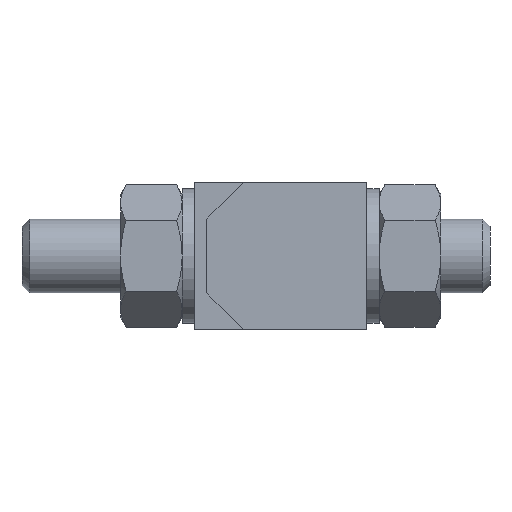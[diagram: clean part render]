
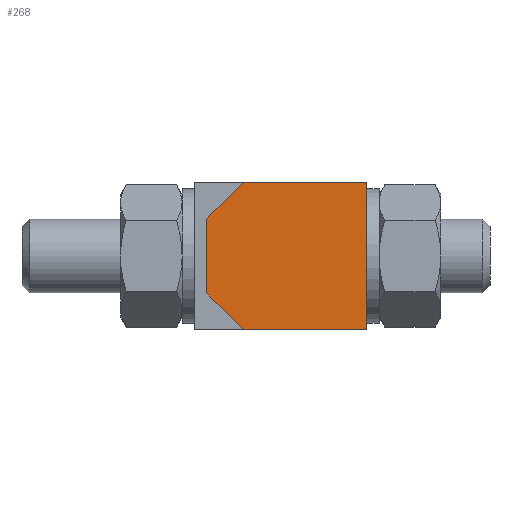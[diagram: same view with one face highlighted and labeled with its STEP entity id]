
A CAD part, front view. The second image highlights one B-rep face of the part: STEP entity #268.
In plain terms, the highlighted planar face has unit normal (0, -1, 0).
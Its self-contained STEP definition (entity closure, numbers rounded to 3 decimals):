
#268 = ADVANCED_FACE( '', ( #571 ), #572, .F. );
#571 = FACE_OUTER_BOUND( '', #896, .T. );
#572 = PLANE( '', #897 );
#896 = EDGE_LOOP( '', ( #1566, #1567, #1568, #1569, #1570, #1571 ) );
#897 = AXIS2_PLACEMENT_3D( '', #1572, #1573, #1574 );
#1566 = ORIENTED_EDGE( '', *, *, #2025, .F. );
#1567 = ORIENTED_EDGE( '', *, *, #2026, .F. );
#1568 = ORIENTED_EDGE( '', *, *, #1927, .F. );
#1569 = ORIENTED_EDGE( '', *, *, #2027, .F. );
#1570 = ORIENTED_EDGE( '', *, *, #1978, .F. );
#1571 = ORIENTED_EDGE( '', *, *, #2010, .F. );
#1572 = CARTESIAN_POINT( '', ( 0., -19.5, 0. ) );
#1573 = DIRECTION( '', ( 0., 1., 0. ) );
#1574 = DIRECTION( '', ( 0., 0., 1. ) );
#1927 = EDGE_CURVE( '', #2313, #2314, #2315, .T. );
#1978 = EDGE_CURVE( '', #2385, #2386, #2387, .T. );
#2010 = EDGE_CURVE( '', #2430, #2385, #2431, .T. );
#2025 = EDGE_CURVE( '', #2446, #2430, #2447, .T. );
#2026 = EDGE_CURVE( '', #2314, #2446, #2448, .T. );
#2027 = EDGE_CURVE( '', #2386, #2313, #2449, .T. );
#2313 = VERTEX_POINT( '', #3023 );
#2314 = VERTEX_POINT( '', #3024 );
#2315 = LINE( '', #3025, #3026 );
#2385 = VERTEX_POINT( '', #3157 );
#2386 = VERTEX_POINT( '', #3158 );
#2387 = LINE( '', #3159, #3160 );
#2430 = VERTEX_POINT( '', #3254 );
#2431 = LINE( '', #3255, #3256 );
#2446 = VERTEX_POINT( '', #3280 );
#2447 = LINE( '', #3281, #3282 );
#2448 = LINE( '', #3283, #3284 );
#2449 = LINE( '', #3285, #3286 );
#3023 = CARTESIAN_POINT( '', ( 7., -19.5, 6. ) );
#3024 = CARTESIAN_POINT( '', ( 7., -19.5, -6. ) );
#3025 = CARTESIAN_POINT( '', ( 7., -19.5, 6. ) );
#3026 = VECTOR( '', #3485, 1000. );
#3157 = CARTESIAN_POINT( '', ( -6., -19.5, 3. ) );
#3158 = CARTESIAN_POINT( '', ( -3., -19.5, 6. ) );
#3159 = CARTESIAN_POINT( '', ( -6., -19.5, 3. ) );
#3160 = VECTOR( '', #3529, 1000. );
#3254 = CARTESIAN_POINT( '', ( -6., -19.5, -3. ) );
#3255 = CARTESIAN_POINT( '', ( -6., -19.5, -3. ) );
#3256 = VECTOR( '', #3546, 1000. );
#3280 = CARTESIAN_POINT( '', ( -3., -19.5, -6. ) );
#3281 = CARTESIAN_POINT( '', ( -3., -19.5, -6. ) );
#3282 = VECTOR( '', #3553, 1000. );
#3283 = CARTESIAN_POINT( '', ( 7., -19.5, -6. ) );
#3284 = VECTOR( '', #3554, 1000. );
#3285 = CARTESIAN_POINT( '', ( -3., -19.5, 6. ) );
#3286 = VECTOR( '', #3555, 1000. );
#3485 = DIRECTION( '', ( 0., 0., -1. ) );
#3529 = DIRECTION( '', ( 0.707, 0., 0.707 ) );
#3546 = DIRECTION( '', ( 0., 0., 1. ) );
#3553 = DIRECTION( '', ( -0.707, 0., 0.707 ) );
#3554 = DIRECTION( '', ( -1., 0., 0. ) );
#3555 = DIRECTION( '', ( 1., 0., 0. ) );
